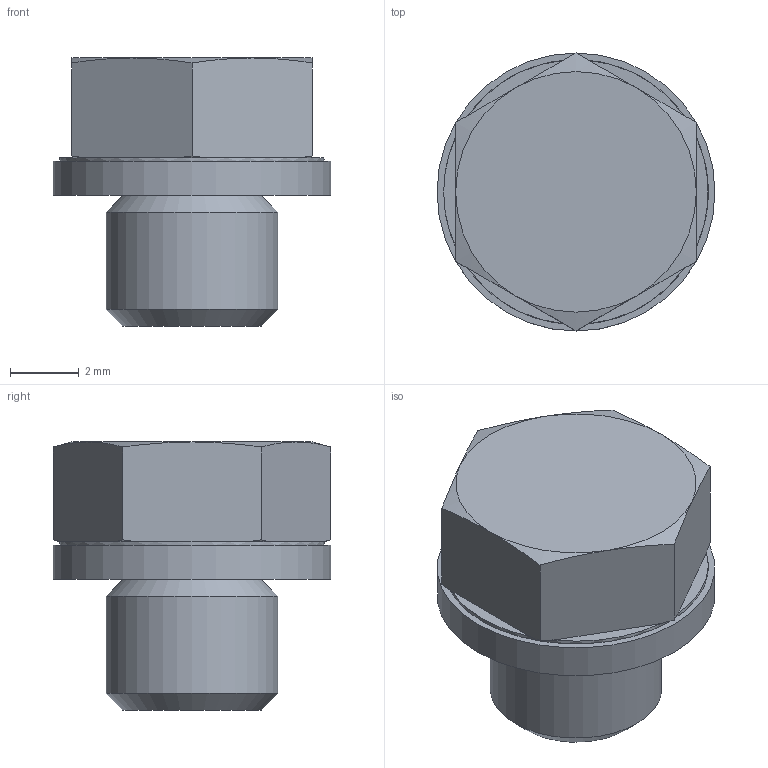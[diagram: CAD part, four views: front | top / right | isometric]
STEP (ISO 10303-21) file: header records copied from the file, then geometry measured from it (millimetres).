
FILE_DESCRIPTION(/* description */ ('STEP AP214'),/* implementation_level */ '2;1');
FILE_NAME(/* name */ '534212_B-M5-100',/* time_stamp */ '2024-08-05T15:17:13+02:00',/* author */ ('License CC BY-ND 4.0'),/* organization */ ('CADENAS'),/* preprocessor_version */ 'ST-DEVELOPER v19.3',/* originating_system */ 'PARTsolutions',/* authorisation */ ' ');
FILE_SCHEMA (('AUTOMOTIVE_DESIGN {1 0 10303 214 3 1 1}'));
Length unit declared in the file: millimetre
Products named in the file (1): 534212 B-M5-100
Bounding box: 8.09 x 8.09 x 7.8 mm (x, y, z)
Volume: 250 mm3; surface area: 264.4 mm2
Topology: 1 solids, 1 shells, 33 faces, 67 edges, 38 vertices
Faces by surface type: plane 16, cone 14, cylinder 3
Full cylindrical faces by diameter (mm): 5 x1, 7.7 x1, 8.085 x1
Entity records: 866 total; most frequent: CARTESIAN_POINT 204, DIRECTION 130, ORIENTED_EDGE 122, EDGE_CURVE 61, AXIS2_PLACEMENT_3D 59, EDGE_LOOP 40, FACE_BOUND 40, VERTEX_POINT 37
